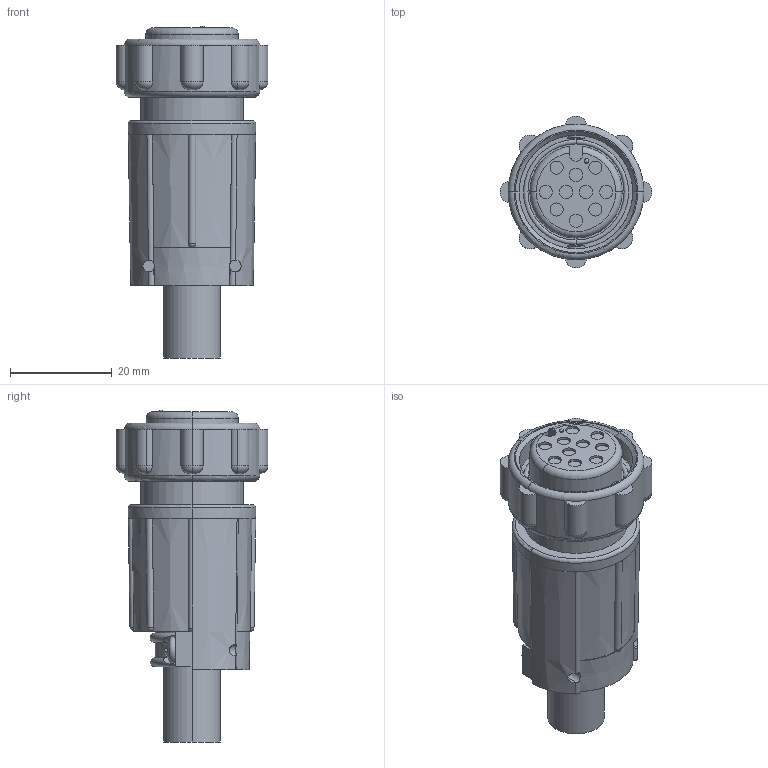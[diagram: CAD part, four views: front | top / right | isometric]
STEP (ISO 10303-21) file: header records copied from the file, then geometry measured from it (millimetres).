
FILE_DESCRIPTION (( 'STEP AP203' ), '1' );
FILE_NAME ('13382-10SG-3XX.STEP', '2015-11-18T21:49:14', ( '' ), ( '' ), 'SwSTEP 2.0', 'SolidWorks 2014', '' );
FILE_SCHEMA (( 'CONFIG_CONTROL_DESIGN' ));
Length unit declared in the file: inch
Products named in the file (1): 13382-10SG-3XX
Bounding box: 29.84 x 29.84 x 65.3 mm (x, y, z)
Volume: 22657.5 mm3; surface area: 6997.9 mm2
Topology: 1 solids, 1 shells, 245 faces, 616 edges, 392 vertices
Faces by surface type: plane 114, cylinder 78, torus 31, cone 13, sphere 9
Entity records: 9094 total; most frequent: CARTESIAN_POINT 3207, DIRECTION 1243, ORIENTED_EDGE 1222, EDGE_CURVE 611, AXIS2_PLACEMENT_3D 513, VERTEX_POINT 390, CIRCLE 267, EDGE_LOOP 267
